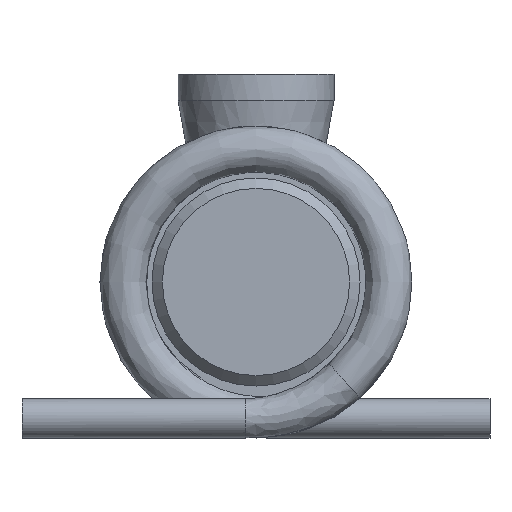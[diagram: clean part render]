
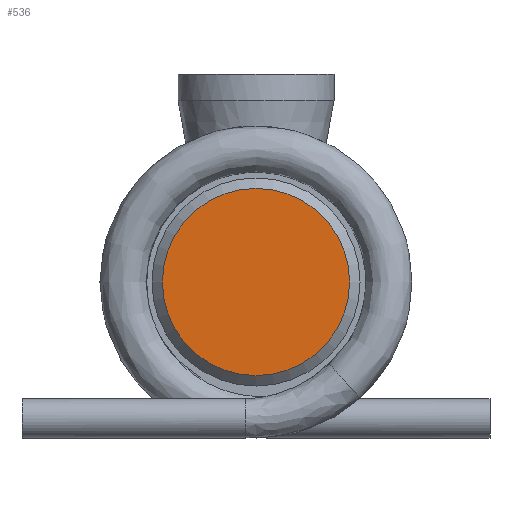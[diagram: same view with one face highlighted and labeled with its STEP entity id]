
A CAD part, left-side view. The second image highlights one B-rep face of the part: STEP entity #536.
In plain terms, the highlighted face is planar.
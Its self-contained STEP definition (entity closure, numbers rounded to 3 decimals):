
#263=ORIENTED_EDGE('',*,*,#335,.F.);
#335=EDGE_CURVE('',#383,#383,#397,.T.);
#383=VERTEX_POINT('',#5051);
#397=CIRCLE('',#732,1.8);
#443=EDGE_LOOP('',(#263));
#489=FACE_BOUND('',#443,.T.);
#502=PLANE('',#737);
#536=ADVANCED_FACE('',(#489),#502,.F.);
#732=AXIS2_PLACEMENT_3D('',#5050,#822,#823);
#737=AXIS2_PLACEMENT_3D('',#5058,#832,#833);
#822=DIRECTION('',(0.,1.,0.));
#823=DIRECTION('',(0.,0.,1.));
#832=DIRECTION('',(0.,1.,0.));
#833=DIRECTION('',(0.,0.,1.));
#5050=CARTESIAN_POINT('',(0.,-7.45,0.));
#5051=CARTESIAN_POINT('',(0.,-7.45,1.8));
#5058=CARTESIAN_POINT('',(0.,-7.45,0.));
